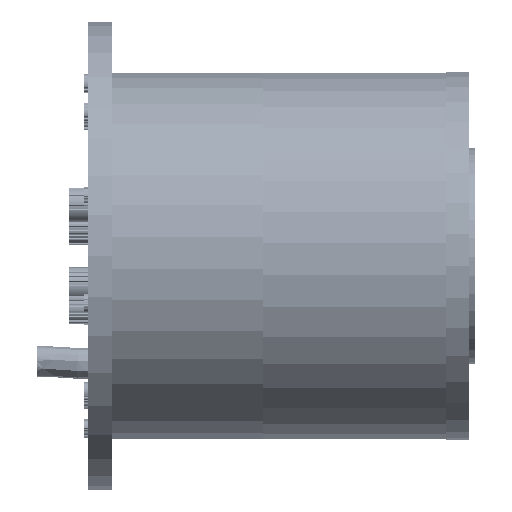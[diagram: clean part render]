
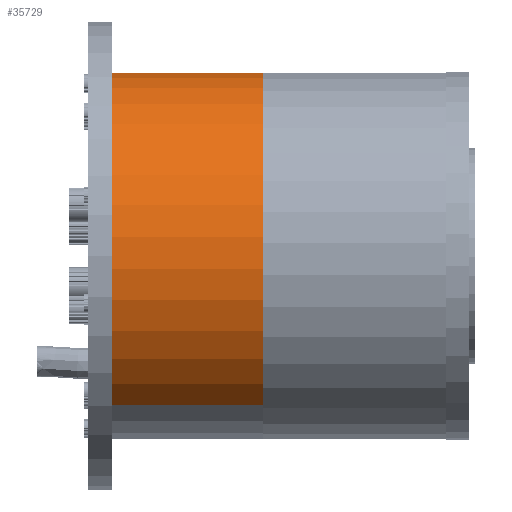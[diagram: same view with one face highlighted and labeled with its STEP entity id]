
A CAD part, left-side view. The second image highlights one B-rep face of the part: STEP entity #35729.
In plain terms, the highlighted cylindrical face has radius 29.85 mm (diameter 59.7 mm), a partial arc.
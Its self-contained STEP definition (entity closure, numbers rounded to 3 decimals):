
#122 = EDGE_CURVE ( 'NONE', #13921, #35623, #12366, .T. ) ;
#4268 = DIRECTION ( 'NONE',  ( 0., 0., 1. ) ) ;
#4501 = CIRCLE ( 'NONE', #10070, 29.85 ) ;
#4540 = CIRCLE ( 'NONE', #35281, 29.85 ) ;
#6066 = DIRECTION ( 'NONE',  ( 0., 1., 0. ) ) ;
#6887 = DIRECTION ( 'NONE',  ( 0., 1., 0. ) ) ;
#8961 = VERTEX_POINT ( 'NONE', #41916 ) ;
#9031 = CARTESIAN_POINT ( 'NONE',  ( 0., 58.5, -29.85 ) ) ;
#9568 = CARTESIAN_POINT ( 'NONE',  ( 0., 18.5, 29.85 ) ) ;
#9751 = DIRECTION ( 'NONE',  ( 0., 0., 1. ) ) ;
#10070 = AXIS2_PLACEMENT_3D ( 'NONE', #27239, #6887, #4268 ) ;
#12366 = LINE ( 'NONE', #39285, #39437 ) ;
#13921 = VERTEX_POINT ( 'NONE', #41411 ) ;
#14462 = EDGE_LOOP ( 'NONE', ( #34349, #22281, #15005, #31021 ) ) ;
#15005 = ORIENTED_EDGE ( 'NONE', *, *, #38484, .T. ) ;
#22281 = ORIENTED_EDGE ( 'NONE', *, *, #26459, .T. ) ;
#22433 = DIRECTION ( 'NONE',  ( 0., 1., 0. ) ) ;
#22567 = DIRECTION ( 'NONE',  ( 0., 0., 1. ) ) ;
#22608 = VERTEX_POINT ( 'NONE', #31304 ) ;
#23220 = CYLINDRICAL_SURFACE ( 'NONE', #28377, 29.85 ) ;
#25861 = CARTESIAN_POINT ( 'NONE',  ( 0., 18.5, 0. ) ) ;
#26146 = CARTESIAN_POINT ( 'NONE',  ( 0., 34., 0. ) ) ;
#26459 = EDGE_CURVE ( 'NONE', #13921, #8961, #4540, .T. ) ;
#27239 = CARTESIAN_POINT ( 'NONE',  ( 0., 58.5, 0. ) ) ;
#28377 = AXIS2_PLACEMENT_3D ( 'NONE', #25861, #42935, #22567 ) ;
#31021 = ORIENTED_EDGE ( 'NONE', *, *, #39101, .F. ) ;
#31304 = CARTESIAN_POINT ( 'NONE',  ( 0., 58.5, 29.85 ) ) ;
#34349 = ORIENTED_EDGE ( 'NONE', *, *, #122, .F. ) ;
#35281 = AXIS2_PLACEMENT_3D ( 'NONE', #26146, #36678, #9751 ) ;
#35623 = VERTEX_POINT ( 'NONE', #9031 ) ;
#35729 = ADVANCED_FACE ( 'NONE', ( #39226 ), #23220, .T. ) ;
#35848 = VECTOR ( 'NONE', #6066, 1000. ) ;
#36678 = DIRECTION ( 'NONE',  ( 0., 1., 0. ) ) ;
#38484 = EDGE_CURVE ( 'NONE', #8961, #22608, #39128, .T. ) ;
#39101 = EDGE_CURVE ( 'NONE', #35623, #22608, #4501, .T. ) ;
#39128 = LINE ( 'NONE', #9568, #35848 ) ;
#39226 = FACE_OUTER_BOUND ( 'NONE', #14462, .T. ) ;
#39285 = CARTESIAN_POINT ( 'NONE',  ( 0., 18.5, -29.85 ) ) ;
#39437 = VECTOR ( 'NONE', #22433, 1000. ) ;
#41411 = CARTESIAN_POINT ( 'NONE',  ( 0., 34., -29.85 ) ) ;
#41916 = CARTESIAN_POINT ( 'NONE',  ( 0., 34., 29.85 ) ) ;
#42935 = DIRECTION ( 'NONE',  ( 0., 1., 0. ) ) ;
